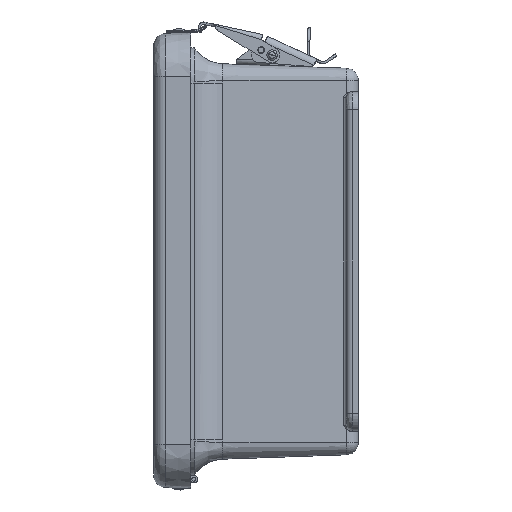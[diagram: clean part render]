
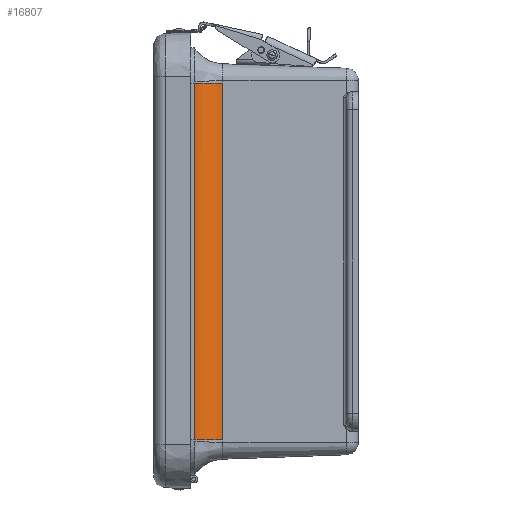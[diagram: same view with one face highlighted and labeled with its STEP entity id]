
A CAD part, left-side view. The second image highlights one B-rep face of the part: STEP entity #16807.
In plain terms, the highlighted cylindrical face has radius 19.05 mm (diameter 38.1 mm), a partial arc.
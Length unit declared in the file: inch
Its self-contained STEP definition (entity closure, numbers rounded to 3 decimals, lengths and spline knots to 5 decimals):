
#404 = VERTEX_POINT ( 'NONE', #45823 ) ;
#2750 = VERTEX_POINT ( 'NONE', #55366 ) ;
#3047 = DIRECTION ( 'NONE',  ( 0., 0., 1. ) ) ;
#3121 = LINE ( 'NONE', #55383, #39077 ) ;
#3379 = DIRECTION ( 'NONE',  ( 0., 1., 0. ) ) ;
#4845 = CARTESIAN_POINT ( 'NONE',  ( 5.41257, 3.672, 0.6278 ) ) ;
#6636 = CARTESIAN_POINT ( 'NONE',  ( 5.2557, -3.672, 0.75577 ) ) ;
#7825 = EDGE_CURVE ( 'NONE', #404, #2750, #3121, .T. ) ;
#9431 = B_SPLINE_CURVE_WITH_KNOTS ( 'NONE', 3,
 ( #35498, #22594, #35226, #18077, #30754, #4845 ),
 .UNSPECIFIED., .F., .F.,
 ( 4, 1, 1, 4 ),
 ( 0., 0.42857, 0.71429, 1. ),
 .UNSPECIFIED. ) ;
#10315 = CARTESIAN_POINT ( 'NONE',  ( 5.08647, -3.672, 1.12185 ) ) ;
#13767 = VERTEX_POINT ( 'NONE', #34383 ) ;
#16807 = ADVANCED_FACE ( 'NONE', ( #55037 ), #24727, .F. ) ;
#18077 = CARTESIAN_POINT ( 'NONE',  ( 5.2557, 3.672, 0.75577 ) ) ;
#20486 = ORIENTED_EDGE ( 'NONE', *, *, #53470, .F. ) ;
#21330 = DIRECTION ( 'NONE',  ( 0., 1., 0. ) ) ;
#22594 = CARTESIAN_POINT ( 'NONE',  ( 5.08647, 3.672, 1.12185 ) ) ;
#23539 = CARTESIAN_POINT ( 'NONE',  ( 5.41257, -3.672, 0.6278 ) ) ;
#24108 = CARTESIAN_POINT ( 'NONE',  ( 5.35687, -3.672, 0.66543 ) ) ;
#24727 = CYLINDRICAL_SURFACE ( 'NONE', #47201, 0.75 ) ;
#25166 = LINE ( 'NONE', #29646, #48495 ) ;
#27815 = ORIENTED_EDGE ( 'NONE', *, *, #48948, .F. ) ;
#28927 = CARTESIAN_POINT ( 'NONE',  ( 5.83241, 3.672, 1.24928 ) ) ;
#29127 = B_SPLINE_CURVE_WITH_KNOTS ( 'NONE', 3,
 ( #23539, #24108, #6636, #45373, #10315, #54126 ),
 .UNSPECIFIED., .F., .F.,
 ( 4, 1, 1, 4 ),
 ( 0., 0.28571, 0.57143, 1. ),
 .UNSPECIFIED. ) ;
#29646 = CARTESIAN_POINT ( 'NONE',  ( 5.41257, 3.672, 0.6278 ) ) ;
#29908 = VERTEX_POINT ( 'NONE', #51180 ) ;
#30754 = CARTESIAN_POINT ( 'NONE',  ( 5.35687, 3.672, 0.66543 ) ) ;
#30793 = EDGE_CURVE ( 'NONE', #29908, #13767, #25166, .T. ) ;
#32762 = EDGE_LOOP ( 'NONE', ( #27815, #38448, #20486, #43456 ) ) ;
#33616 = DIRECTION ( 'NONE',  ( 0., -1., 0. ) ) ;
#34383 = CARTESIAN_POINT ( 'NONE',  ( 5.41257, -3.672, 0.6278 ) ) ;
#35226 = CARTESIAN_POINT ( 'NONE',  ( 5.12684, 3.672, 0.9552 ) ) ;
#35498 = CARTESIAN_POINT ( 'NONE',  ( 5.08289, 3.672, 1.22262 ) ) ;
#38448 = ORIENTED_EDGE ( 'NONE', *, *, #7825, .F. ) ;
#39077 = VECTOR ( 'NONE', #3379, 39.37008 ) ;
#43456 = ORIENTED_EDGE ( 'NONE', *, *, #30793, .F. ) ;
#45373 = CARTESIAN_POINT ( 'NONE',  ( 5.12684, -3.672, 0.9552 ) ) ;
#45823 = CARTESIAN_POINT ( 'NONE',  ( 5.08289, -3.672, 1.22262 ) ) ;
#47201 = AXIS2_PLACEMENT_3D ( 'NONE', #28927, #21330, #3047 ) ;
#48495 = VECTOR ( 'NONE', #33616, 39.37008 ) ;
#48948 = EDGE_CURVE ( 'NONE', #2750, #29908, #9431, .T. ) ;
#51180 = CARTESIAN_POINT ( 'NONE',  ( 5.41257, 3.672, 0.6278 ) ) ;
#53470 = EDGE_CURVE ( 'NONE', #13767, #404, #29127, .T. ) ;
#54126 = CARTESIAN_POINT ( 'NONE',  ( 5.08289, -3.672, 1.22262 ) ) ;
#55037 = FACE_OUTER_BOUND ( 'NONE', #32762, .T. ) ;
#55366 = CARTESIAN_POINT ( 'NONE',  ( 5.08289, 3.672, 1.22262 ) ) ;
#55383 = CARTESIAN_POINT ( 'NONE',  ( 5.08289, 3.73195, 1.22262 ) ) ;
